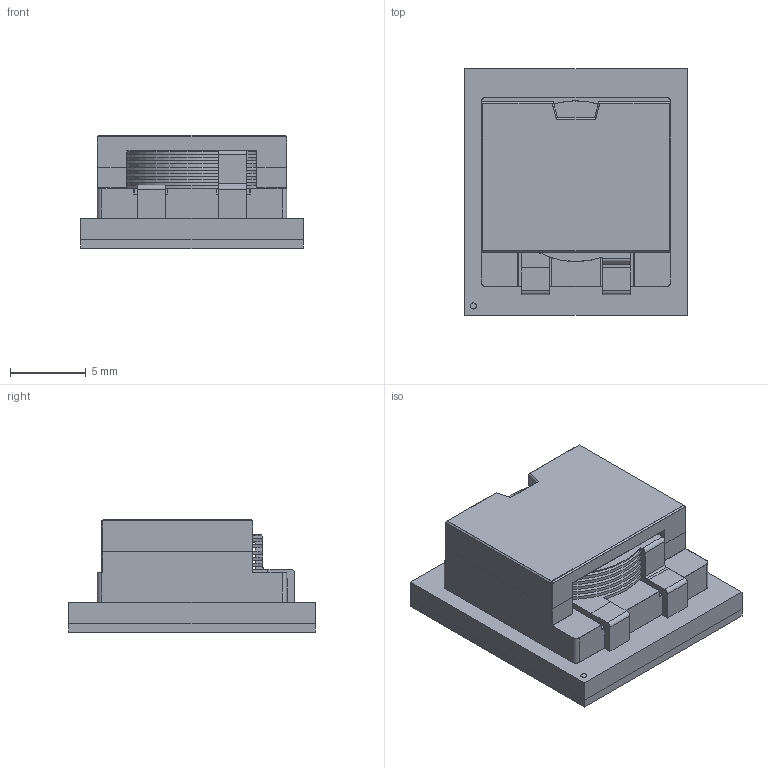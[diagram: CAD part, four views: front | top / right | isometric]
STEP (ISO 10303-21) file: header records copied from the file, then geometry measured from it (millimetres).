
FILE_DESCRIPTION(/* description */ (''),/* implementation_level */ '2;1');
FILE_NAME(/* name */ 'MYSGK02506BRSR revised.stp',/* time_stamp */ '2022-01-24T23:48:33-04:00',/* author */ ('rabri'),/* organization */ (''),/* preprocessor_version */ 'ST-DEVELOPER v18',/* originating_system */ 'Autodesk Inventor 2020',/* authorisation */ '');
FILE_SCHEMA (('AUTOMOTIVE_DESIGN { 1 0 10303 214 3 1 1 }'));
Products named in the file (10): MYSGK02506BRSR; 1; 2; 3; 4; 5; 6; Murata Logo; 7; 7_MIR
Assembly tree (9 placements, depth 2):
  MYSGK02506BRSR
    1
    2
    3
    4
    5
    6
    Murata Logo
    7
    7_MIR
Bounding box: 14.7 x 16.3 x 7.5 mm (x, y, z)
Volume: 1197.4 mm3; surface area: 2743.1 mm2
Topology: 28 solids, 28 shells, 542 faces, 1333 edges, 836 vertices
Faces by surface type: plane 332, cylinder 132, torus 40, sphere 22, bspline 16
Full cylindrical faces by diameter (mm): 0.403 x1
Entity records: 17051 total; most frequent: CARTESIAN_POINT 3597, DIRECTION 2759, ORIENTED_EDGE 2666, EDGE_CURVE 1333, LINE 945, VECTOR 945, AXIS2_PLACEMENT_3D 907, VERTEX_POINT 836
